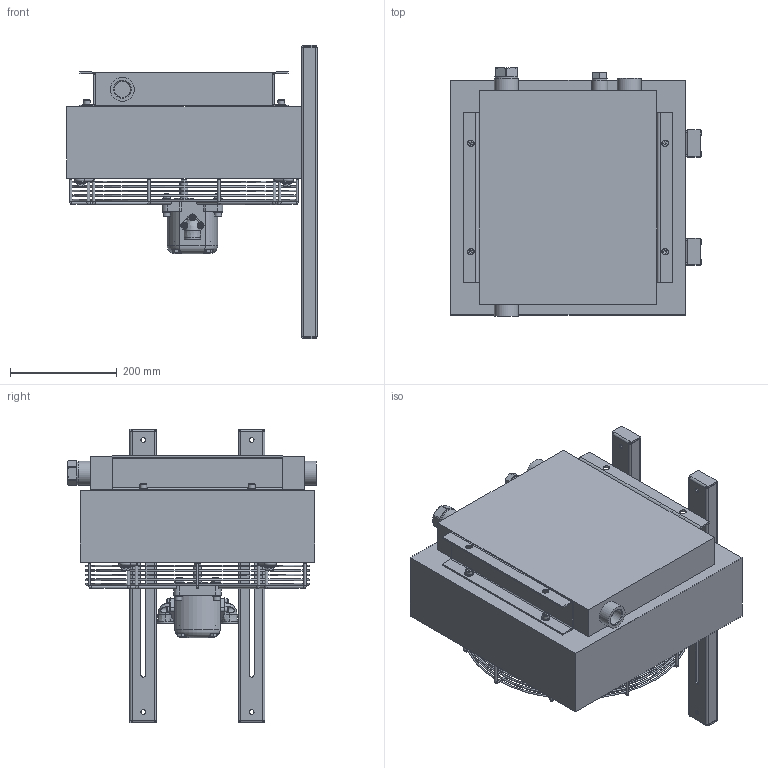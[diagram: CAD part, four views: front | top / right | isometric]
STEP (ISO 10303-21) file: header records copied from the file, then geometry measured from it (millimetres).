
FILE_DESCRIPTION((''),'2;1');
FILE_NAME('LHC2-011-A.stp','2011-02-22T09:53:25',('sfrny'),(''),'Autodesk Inventor 2011','Autodesk Inventor 2011','');
FILE_SCHEMA(('AUTOMOTIVE_DESIGN { 1 0 10303 214 1 1 1 1 }'));
Length unit declared in the file: millimetre
Products named in the file (1): LHC2-011-A
Bounding box: 470 x 466.5 x 550 mm (x, y, z)
Volume: 36005929.3 mm3; surface area: 1808401.3 mm2
Topology: 95 solids, 95 shells, 1178 faces, 2621 edges, 1615 vertices
Faces by surface type: plane 559, cylinder 327, cone 163, torus 93, bspline 36
Full cylindrical faces by diameter (mm): 4.917 x9, 5 x12, 6 x32, 6.5 x6, 8 x24, 8.4 x16, 8.88 x1, 9 x20, 10 x6, 11.445 x1, 11.6 x4, 11.63 x8, 12 x1, 13 x8, 13.5 x6, 15 x1, 16 x16, 16.2 x2, 18.631 x4, 18.82 x2, 19 x1, 20.955 x1, 21 x2, 22 x1, 24 x4, 25 x1, 28.5 x1, 30 x1, 30.291 x4, 30.5 x2
Entity records: 33711 total; most frequent: CARTESIAN_POINT 8815, DIRECTION 4892, ORIENTED_EDGE 4242, EDGE_CURVE 2121, AXIS2_PLACEMENT_3D 2039, EDGE_LOOP 1721, VERTEX_POINT 1516, FACE_OUTER_BOUND 1177
